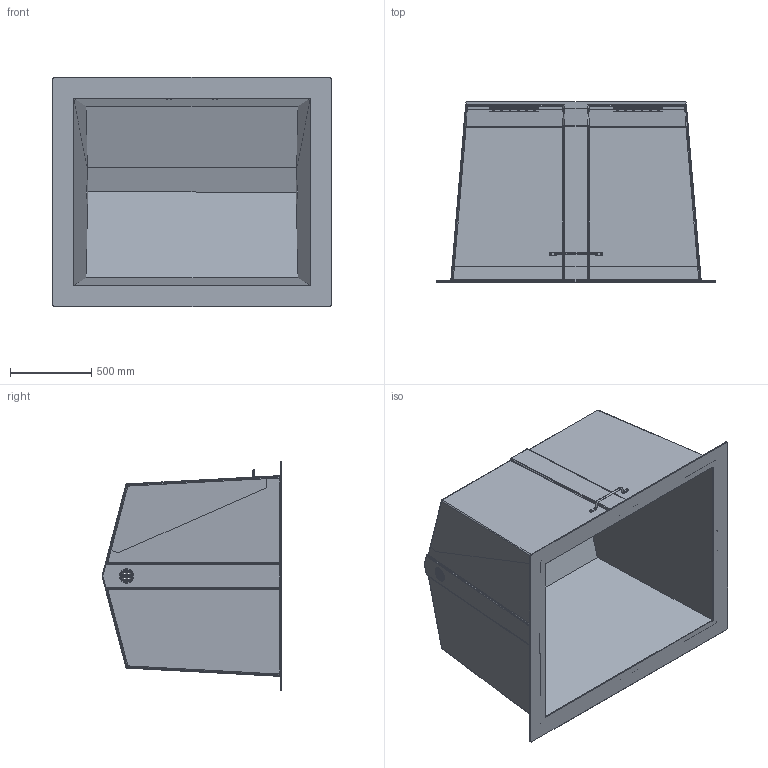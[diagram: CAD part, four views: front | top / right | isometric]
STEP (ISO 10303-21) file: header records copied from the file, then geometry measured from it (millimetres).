
FILE_DESCRIPTION (( 'STEP AP214' ), '1' );
FILE_NAME ('M400G.STEP', '2020-10-02T12:14:58', ( '' ), ( '' ), 'SwSTEP 2.0', 'SolidWorks 2020', '' );
FILE_SCHEMA (( 'AUTOMOTIVE_DESIGN' ));
Length unit declared in the file: inch
Products named in the file (1): M400G
Bounding box: 1714.5 x 1106.54 x 1409.7 mm (x, y, z)
Volume: 215958215.3 mm3; surface area: 14724048.3 mm2
Topology: 11 solids, 11 shells, 4678 faces, 14264 edges, 8256 vertices
Faces by surface type: plane 4204, cylinder 307, cone 70, bspline 55, sphere 36, torus 6
Entity records: 219877 total; most frequent: CARTESIAN_POINT 34765, ORIENTED_EDGE 28484, DIRECTION 23505, EDGE_CURVE 14242, LINE 10979, VECTOR 10979, VERTEX_POINT 8248, AXIS2_PLACEMENT_3D 6263
